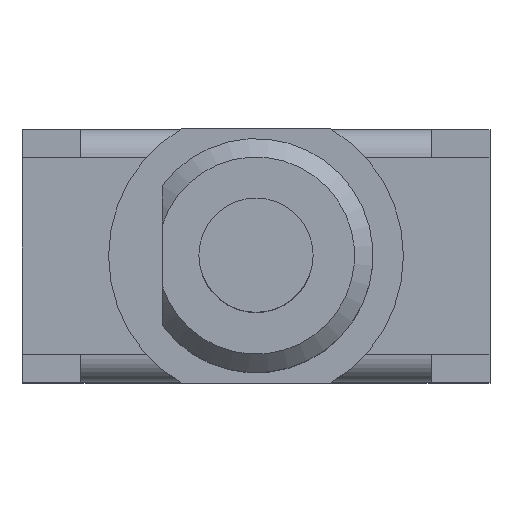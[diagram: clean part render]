
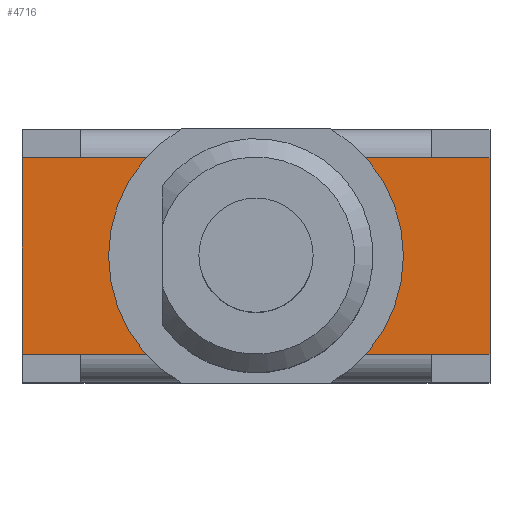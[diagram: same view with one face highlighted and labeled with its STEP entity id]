
A CAD part, top view. The second image highlights one B-rep face of the part: STEP entity #4716.
In plain terms, the highlighted planar face has unit normal (0, 0, 1).
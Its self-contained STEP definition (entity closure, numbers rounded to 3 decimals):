
#1527=CARTESIAN_POINT('',(6.35,2.67,10.43));
#1528=VERTEX_POINT('',#1527);
#1545=CARTESIAN_POINT('',(4.75,2.67,10.43));
#1546=VERTEX_POINT('',#1545);
#1553=CARTESIAN_POINT('',(4.75,2.67,10.43));
#1554=DIRECTION('',(1.0,0.0,0.0));
#1555=VECTOR('',#1554,1.6);
#1556=LINE('',#1553,#1555);
#1557=EDGE_CURVE('',#1546,#1528,#1556,.T.);
#1569=CARTESIAN_POINT('',(6.35,-2.67,10.43));
#1570=VERTEX_POINT('',#1569);
#1577=CARTESIAN_POINT('',(4.75,-2.67,10.43));
#1578=VERTEX_POINT('',#1577);
#1579=CARTESIAN_POINT('',(4.75,-2.67,10.43));
#1580=DIRECTION('',(1.0,0.0,0.0));
#1581=VECTOR('',#1580,1.6);
#1582=LINE('',#1579,#1581);
#1583=EDGE_CURVE('',#1578,#1570,#1582,.T.);
#1608=CARTESIAN_POINT('',(6.35,-2.67,10.43));
#1609=DIRECTION('',(0.0,1.0,0.0));
#1610=VECTOR('',#1609,5.34);
#1611=LINE('',#1608,#1610);
#1612=EDGE_CURVE('',#1570,#1528,#1611,.T.);
#3648=CARTESIAN_POINT('',(-6.35,2.67,10.43));
#3649=VERTEX_POINT('',#3648);
#3656=CARTESIAN_POINT('',(-4.75,2.67,10.43));
#3657=VERTEX_POINT('',#3656);
#3658=CARTESIAN_POINT('',(-4.75,2.67,10.43));
#3659=DIRECTION('',(-1.0,0.0,0.0));
#3660=VECTOR('',#3659,1.6);
#3661=LINE('',#3658,#3660);
#3662=EDGE_CURVE('',#3657,#3649,#3661,.T.);
#3686=CARTESIAN_POINT('',(-6.35,-2.67,10.43));
#3687=VERTEX_POINT('',#3686);
#3704=CARTESIAN_POINT('',(-4.75,-2.67,10.43));
#3705=VERTEX_POINT('',#3704);
#3712=CARTESIAN_POINT('',(-4.75,-2.67,10.43));
#3713=DIRECTION('',(-1.0,0.0,0.0));
#3714=VECTOR('',#3713,1.6);
#3715=LINE('',#3712,#3714);
#3716=EDGE_CURVE('',#3705,#3687,#3715,.T.);
#3733=CARTESIAN_POINT('',(-6.35,2.67,10.43));
#3734=DIRECTION('',(0.0,-1.0,0.0));
#3735=VECTOR('',#3734,5.34);
#3736=LINE('',#3733,#3735);
#3737=EDGE_CURVE('',#3649,#3687,#3736,.T.);
#4685=CARTESIAN_POINT('',(-4.75,-2.67,10.43));
#4686=DIRECTION('',(1.0,0.0,0.0));
#4687=VECTOR('',#4686,9.5);
#4688=LINE('',#4685,#4687);
#4689=EDGE_CURVE('',#3705,#1578,#4688,.T.);
#4696=CARTESIAN_POINT('',(6.985,2.937,10.43));
#4697=DIRECTION('',(0.0,0.0,1.0));
#4698=DIRECTION('',(1.0,0.0,0.0));
#4699=AXIS2_PLACEMENT_3D('',#4696,#4697,#4698);
#4700=PLANE('',#4699);
#4701=CARTESIAN_POINT('',(-4.75,2.67,10.43));
#4702=DIRECTION('',(1.0,0.0,0.0));
#4703=VECTOR('',#4702,9.5);
#4704=LINE('',#4701,#4703);
#4705=EDGE_CURVE('',#3657,#1546,#4704,.T.);
#4706=ORIENTED_EDGE('',*,*,#4705,.F.);
#4707=ORIENTED_EDGE('',*,*,#3662,.T.);
#4708=ORIENTED_EDGE('',*,*,#3737,.T.);
#4709=ORIENTED_EDGE('',*,*,#3716,.F.);
#4710=ORIENTED_EDGE('',*,*,#4689,.T.);
#4711=ORIENTED_EDGE('',*,*,#1583,.T.);
#4712=ORIENTED_EDGE('',*,*,#1612,.T.);
#4713=ORIENTED_EDGE('',*,*,#1557,.F.);
#4714=EDGE_LOOP('',(#4706,#4707,#4708,#4709,#4710,#4711,#4712,#4713));
#4715=FACE_OUTER_BOUND('',#4714,.T.);
#4716=ADVANCED_FACE('',(#4715),#4700,.T.);
